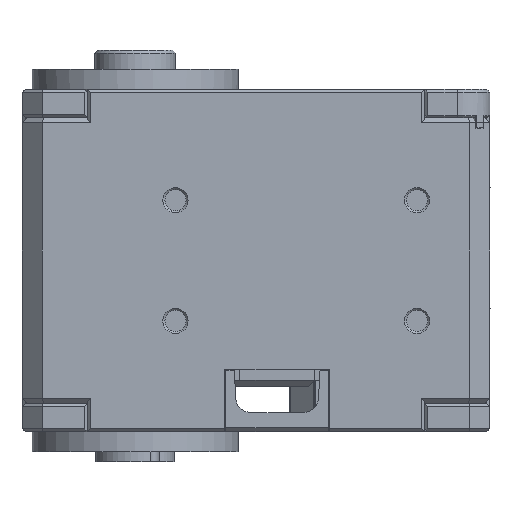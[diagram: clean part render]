
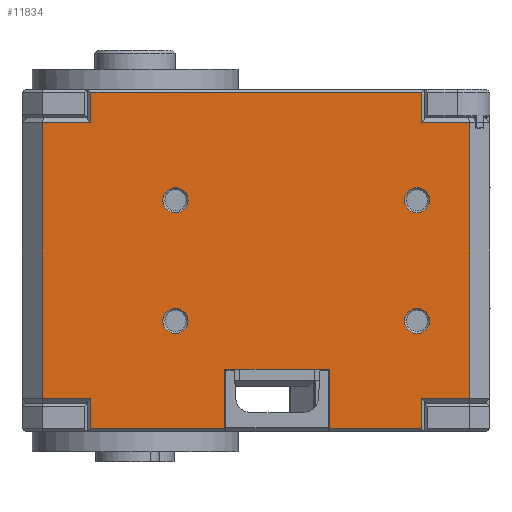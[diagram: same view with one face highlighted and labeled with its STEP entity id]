
A CAD part, left-side view. The second image highlights one B-rep face of the part: STEP entity #11834.
In plain terms, the highlighted planar face has unit normal (-1, 0, 0).
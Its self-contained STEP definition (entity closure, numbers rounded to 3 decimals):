
#251=FACE_BOUND('',#1721,.T.);
#252=FACE_BOUND('',#1722,.T.);
#253=FACE_BOUND('',#1723,.T.);
#254=FACE_BOUND('',#1724,.T.);
#555=CIRCLE('',#12662,1.25);
#556=CIRCLE('',#12663,1.25);
#557=CIRCLE('',#12664,1.25);
#558=CIRCLE('',#12665,1.25);
#1051=FACE_OUTER_BOUND('',#1720,.T.);
#1720=EDGE_LOOP('',(#8103,#8104,#8105,#8106,#8107,#8108,#8109,#8110,#8111,
#8112,#8113,#8114,#8115,#8116,#8117,#8118));
#1721=EDGE_LOOP('',(#8119));
#1722=EDGE_LOOP('',(#8120));
#1723=EDGE_LOOP('',(#8121));
#1724=EDGE_LOOP('',(#8122));
#2579=LINE('',#17837,#3802);
#2583=LINE('',#17844,#3806);
#2584=LINE('',#17846,#3807);
#2585=LINE('',#17848,#3808);
#2586=LINE('',#17850,#3809);
#2587=LINE('',#17852,#3810);
#2588=LINE('',#17854,#3811);
#2589=LINE('',#17856,#3812);
#2590=LINE('',#17858,#3813);
#2591=LINE('',#17860,#3814);
#2592=LINE('',#17862,#3815);
#2593=LINE('',#17864,#3816);
#2594=LINE('',#17866,#3817);
#2595=LINE('',#17868,#3818);
#2596=LINE('',#17870,#3819);
#2597=LINE('',#17871,#3820);
#3802=VECTOR('',#14093,4.8);
#3806=VECTOR('',#14099,27.4);
#3807=VECTOR('',#14100,4.8);
#3808=VECTOR('',#14101,3.);
#3809=VECTOR('',#14102,13.35);
#3810=VECTOR('',#14103,5.9);
#3811=VECTOR('',#14104,10.4);
#3812=VECTOR('',#14105,5.9);
#3813=VECTOR('',#14106,9.15);
#3814=VECTOR('',#14107,3.);
#3815=VECTOR('',#14108,4.8);
#3816=VECTOR('',#14109,27.4);
#3817=VECTOR('',#14110,4.8);
#3818=VECTOR('',#14111,3.);
#3819=VECTOR('',#14112,32.9);
#3820=VECTOR('',#14113,3.);
#5052=VERTEX_POINT('',#17835);
#5053=VERTEX_POINT('',#17836);
#5055=VERTEX_POINT('',#17843);
#5056=VERTEX_POINT('',#17845);
#5057=VERTEX_POINT('',#17847);
#5058=VERTEX_POINT('',#17849);
#5059=VERTEX_POINT('',#17851);
#5060=VERTEX_POINT('',#17853);
#5061=VERTEX_POINT('',#17855);
#5062=VERTEX_POINT('',#17857);
#5063=VERTEX_POINT('',#17859);
#5064=VERTEX_POINT('',#17861);
#5065=VERTEX_POINT('',#17863);
#5066=VERTEX_POINT('',#17865);
#5067=VERTEX_POINT('',#17867);
#5068=VERTEX_POINT('',#17869);
#5069=VERTEX_POINT('',#17872);
#5070=VERTEX_POINT('',#17874);
#5071=VERTEX_POINT('',#17876);
#5072=VERTEX_POINT('',#17878);
#6265=EDGE_CURVE('',#5052,#5053,#2579,.T.);
#6269=EDGE_CURVE('',#5052,#5055,#2583,.T.);
#6270=EDGE_CURVE('',#5056,#5055,#2584,.T.);
#6271=EDGE_CURVE('',#5056,#5057,#2585,.T.);
#6272=EDGE_CURVE('',#5058,#5057,#2586,.T.);
#6273=EDGE_CURVE('',#5058,#5059,#2587,.T.);
#6274=EDGE_CURVE('',#5060,#5059,#2588,.T.);
#6275=EDGE_CURVE('',#5060,#5061,#2589,.T.);
#6276=EDGE_CURVE('',#5062,#5061,#2590,.T.);
#6277=EDGE_CURVE('',#5062,#5063,#2591,.T.);
#6278=EDGE_CURVE('',#5064,#5063,#2592,.T.);
#6279=EDGE_CURVE('',#5065,#5064,#2593,.T.);
#6280=EDGE_CURVE('',#5066,#5065,#2594,.T.);
#6281=EDGE_CURVE('',#5066,#5067,#2595,.T.);
#6282=EDGE_CURVE('',#5068,#5067,#2596,.T.);
#6283=EDGE_CURVE('',#5068,#5053,#2597,.T.);
#6284=EDGE_CURVE('',#5069,#5069,#555,.T.);
#6285=EDGE_CURVE('',#5070,#5070,#556,.T.);
#6286=EDGE_CURVE('',#5071,#5071,#557,.T.);
#6287=EDGE_CURVE('',#5072,#5072,#558,.T.);
#8103=ORIENTED_EDGE('',*,*,#6265,.F.);
#8104=ORIENTED_EDGE('',*,*,#6269,.T.);
#8105=ORIENTED_EDGE('',*,*,#6270,.F.);
#8106=ORIENTED_EDGE('',*,*,#6271,.T.);
#8107=ORIENTED_EDGE('',*,*,#6272,.F.);
#8108=ORIENTED_EDGE('',*,*,#6273,.T.);
#8109=ORIENTED_EDGE('',*,*,#6274,.F.);
#8110=ORIENTED_EDGE('',*,*,#6275,.T.);
#8111=ORIENTED_EDGE('',*,*,#6276,.F.);
#8112=ORIENTED_EDGE('',*,*,#6277,.T.);
#8113=ORIENTED_EDGE('',*,*,#6278,.F.);
#8114=ORIENTED_EDGE('',*,*,#6279,.F.);
#8115=ORIENTED_EDGE('',*,*,#6280,.F.);
#8116=ORIENTED_EDGE('',*,*,#6281,.T.);
#8117=ORIENTED_EDGE('',*,*,#6282,.F.);
#8118=ORIENTED_EDGE('',*,*,#6283,.T.);
#8119=ORIENTED_EDGE('',*,*,#6284,.T.);
#8120=ORIENTED_EDGE('',*,*,#6285,.T.);
#8121=ORIENTED_EDGE('',*,*,#6286,.T.);
#8122=ORIENTED_EDGE('',*,*,#6287,.T.);
#11400=PLANE('',#12661);
#11834=ADVANCED_FACE('',(#1051,#251,#252,#253,#254),#11400,.T.);
#12661=AXIS2_PLACEMENT_3D('',#17842,#14097,#14098);
#12662=AXIS2_PLACEMENT_3D('',#17873,#14114,#14115);
#12663=AXIS2_PLACEMENT_3D('',#17875,#14116,#14117);
#12664=AXIS2_PLACEMENT_3D('',#17877,#14118,#14119);
#12665=AXIS2_PLACEMENT_3D('',#17879,#14120,#14121);
#14093=DIRECTION('',(0.,-1.,0.));
#14097=DIRECTION('center_axis',(-1.,0.,0.));
#14098=DIRECTION('ref_axis',(0.,-1.,0.));
#14099=DIRECTION('',(0.,0.,-1.));
#14100=DIRECTION('',(0.,1.,0.));
#14101=DIRECTION('',(0.,0.,-1.));
#14102=DIRECTION('',(0.,1.,0.));
#14103=DIRECTION('',(0.,0.,1.));
#14104=DIRECTION('',(0.,1.,0.));
#14105=DIRECTION('',(0.,0.,-1.));
#14106=DIRECTION('',(0.,1.,0.));
#14107=DIRECTION('',(0.,0.,1.));
#14108=DIRECTION('',(0.,1.,0.));
#14109=DIRECTION('',(0.,0.,-1.));
#14110=DIRECTION('',(0.,-1.,0.));
#14111=DIRECTION('',(0.,0.,1.));
#14112=DIRECTION('',(0.,-1.,0.));
#14113=DIRECTION('',(0.,0.,-1.));
#14114=DIRECTION('center_axis',(1.,0.,0.));
#14115=DIRECTION('ref_axis',(0.,0.,1.));
#14116=DIRECTION('center_axis',(1.,0.,0.));
#14117=DIRECTION('ref_axis',(0.,0.,1.));
#14118=DIRECTION('center_axis',(1.,0.,0.));
#14119=DIRECTION('ref_axis',(0.,0.,1.));
#14120=DIRECTION('center_axis',(1.,0.,0.));
#14121=DIRECTION('ref_axis',(0.,0.,1.));
#17835=CARTESIAN_POINT('',(-14.25,9.25,13.7));
#17836=CARTESIAN_POINT('',(-14.25,4.45,13.7));
#17837=CARTESIAN_POINT('',(-14.25,9.25,13.7));
#17842=CARTESIAN_POINT('Origin',(-14.25,9.25,17.));
#17843=CARTESIAN_POINT('',(-14.25,9.25,-13.7));
#17844=CARTESIAN_POINT('',(-14.25,9.25,13.7));
#17845=CARTESIAN_POINT('',(-14.25,4.45,-13.7));
#17846=CARTESIAN_POINT('',(-14.25,4.45,-13.7));
#17847=CARTESIAN_POINT('',(-14.25,4.45,-16.7));
#17848=CARTESIAN_POINT('',(-14.25,4.45,-13.7));
#17849=CARTESIAN_POINT('',(-14.25,-8.9,-16.7));
#17850=CARTESIAN_POINT('',(-14.25,-8.9,-16.7));
#17851=CARTESIAN_POINT('',(-14.25,-8.9,-10.8));
#17852=CARTESIAN_POINT('',(-14.25,-8.9,-16.7));
#17853=CARTESIAN_POINT('',(-14.25,-19.3,-10.8));
#17854=CARTESIAN_POINT('',(-14.25,-19.3,-10.8));
#17855=CARTESIAN_POINT('',(-14.25,-19.3,-16.7));
#17856=CARTESIAN_POINT('',(-14.25,-19.3,-10.8));
#17857=CARTESIAN_POINT('',(-14.25,-28.45,-16.7));
#17858=CARTESIAN_POINT('',(-14.25,-28.45,-16.7));
#17859=CARTESIAN_POINT('',(-14.25,-28.45,-13.7));
#17860=CARTESIAN_POINT('',(-14.25,-28.45,-16.7));
#17861=CARTESIAN_POINT('',(-14.25,-33.25,-13.7));
#17862=CARTESIAN_POINT('',(-14.25,-33.25,-13.7));
#17863=CARTESIAN_POINT('',(-14.25,-33.25,13.7));
#17864=CARTESIAN_POINT('',(-14.25,-33.25,13.7));
#17865=CARTESIAN_POINT('',(-14.25,-28.45,13.7));
#17866=CARTESIAN_POINT('',(-14.25,-28.45,13.7));
#17867=CARTESIAN_POINT('',(-14.25,-28.45,16.7));
#17868=CARTESIAN_POINT('',(-14.25,-28.45,13.7));
#17869=CARTESIAN_POINT('',(-14.25,4.45,16.7));
#17870=CARTESIAN_POINT('',(-14.25,4.45,16.7));
#17871=CARTESIAN_POINT('',(-14.25,4.45,16.7));
#17872=CARTESIAN_POINT('',(-14.25,-28.,-4.75));
#17873=CARTESIAN_POINT('Origin',(-14.25,-28.,-6.));
#17874=CARTESIAN_POINT('',(-14.25,-4.,7.25));
#17875=CARTESIAN_POINT('Origin',(-14.25,-4.,6.));
#17876=CARTESIAN_POINT('',(-14.25,-4.,-4.75));
#17877=CARTESIAN_POINT('Origin',(-14.25,-4.,-6.));
#17878=CARTESIAN_POINT('',(-14.25,-28.,7.25));
#17879=CARTESIAN_POINT('Origin',(-14.25,-28.,6.));
